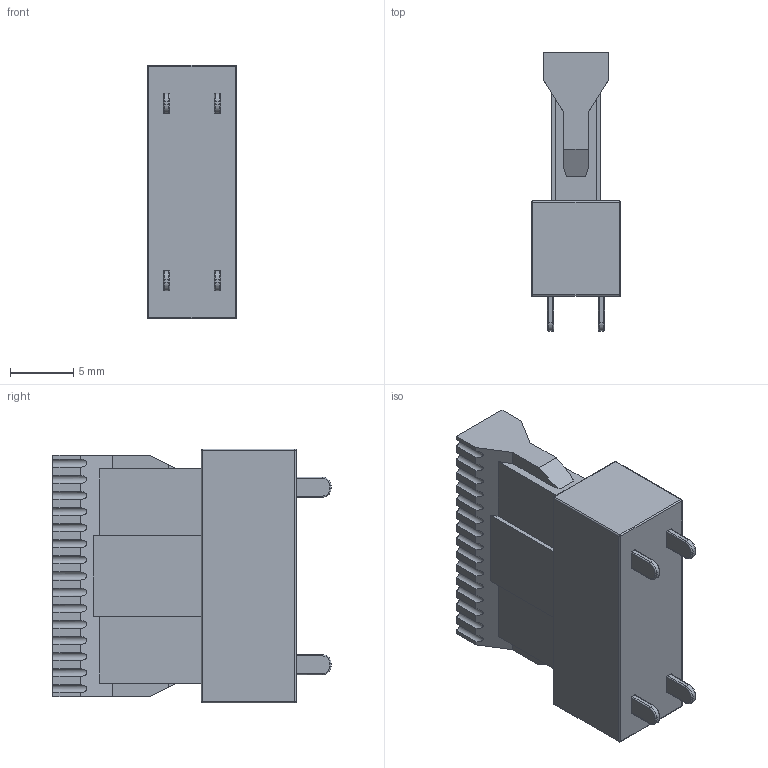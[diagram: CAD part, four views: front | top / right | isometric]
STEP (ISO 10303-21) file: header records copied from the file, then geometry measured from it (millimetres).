
FILE_DESCRIPTION(/* description */ (''),/* implementation_level */ '2;1');
FILE_NAME(/* name */ 'Standard_Blade_Fuse_Holder_with_fuse.step',/* time_stamp */ '2025-04-13T01:29:58+03:00',/* author */ (''),/* organization */ (''),/* preprocessor_version */ 'ST-DEVELOPER v20.1',/* originating_system */ 'Autodesk Translation Framework v14.4.0.0',/* authorisation */ '');
FILE_SCHEMA (('AUTOMOTIVE_DESIGN { 1 0 10303 214 3 1 1 }'));
Length unit declared in the file: millimetre
Products named in the file (2): Standard_Fuse_Holder_with_50A_Fuse; 3A ATM FUSE, PURPLE
Assembly tree (1 placements, depth 2):
  Standard_Fuse_Holder_with_50A_Fuse
    3A ATM FUSE, PURPLE
Bounding box: 7 x 21.93 x 20 mm (x, y, z)
Volume: 1585.9 mm3; surface area: 2667.6 mm2
Topology: 6 solids, 6 shells, 484 faces, 1207 edges, 738 vertices
Faces by surface type: plane 198, cylinder 176, torus 52, bspline 34, sphere 24
Entity records: 14675 total; most frequent: CARTESIAN_POINT 3042, DIRECTION 2417, ORIENTED_EDGE 2414, EDGE_CURVE 1207, AXIS2_PLACEMENT_3D 829, LINE 759, VECTOR 759, VERTEX_POINT 738
